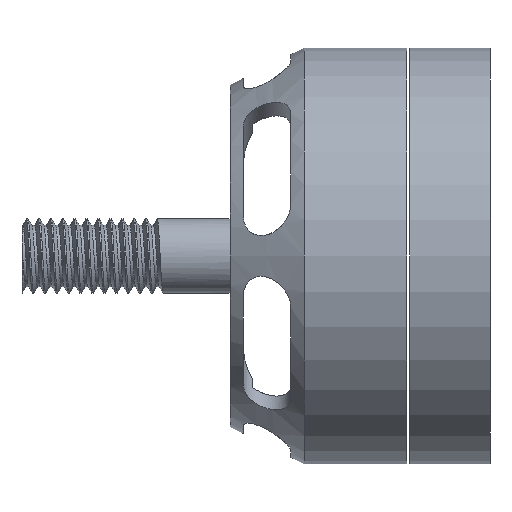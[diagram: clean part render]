
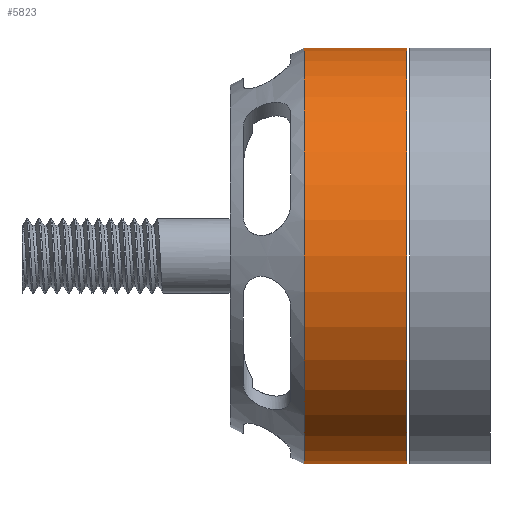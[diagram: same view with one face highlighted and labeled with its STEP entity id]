
A CAD part, left-side view. The second image highlights one B-rep face of the part: STEP entity #5823.
In plain terms, the highlighted cylindrical face has radius 14 mm (diameter 28 mm), a partial arc.
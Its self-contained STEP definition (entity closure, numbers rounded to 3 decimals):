
#263 = CIRCLE ( 'NONE', #3016, 14. ) ;
#463 = AXIS2_PLACEMENT_3D ( 'NONE', #6405, #2683, #3171 ) ;
#1452 = DIRECTION ( 'NONE',  ( 0., -1., 0. ) ) ;
#1478 = DIRECTION ( 'NONE',  ( 0., 0., 1. ) ) ;
#1495 = VERTEX_POINT ( 'NONE', #4251 ) ;
#2043 = CARTESIAN_POINT ( 'NONE',  ( 0., -17.5, 14. ) ) ;
#2129 = EDGE_CURVE ( 'NONE', #3352, #1495, #263, .T. ) ;
#2198 = ORIENTED_EDGE ( 'NONE', *, *, #4780, .T. ) ;
#2343 = CARTESIAN_POINT ( 'NONE',  ( 0., -17.5, -14. ) ) ;
#2521 = CARTESIAN_POINT ( 'NONE',  ( 0., -11.9, 0. ) ) ;
#2683 = DIRECTION ( 'NONE',  ( 0., 1., 0. ) ) ;
#2803 = VERTEX_POINT ( 'NONE', #4012 ) ;
#3016 = AXIS2_PLACEMENT_3D ( 'NONE', #2521, #1452, #1478 ) ;
#3171 = DIRECTION ( 'NONE',  ( 0., 0., 1. ) ) ;
#3257 = CYLINDRICAL_SURFACE ( 'NONE', #463, 14. ) ;
#3352 = VERTEX_POINT ( 'NONE', #6137 ) ;
#3623 = ORIENTED_EDGE ( 'NONE', *, *, #2129, .F. ) ;
#3887 = CARTESIAN_POINT ( 'NONE',  ( 0., -5., -14. ) ) ;
#3988 = CARTESIAN_POINT ( 'NONE',  ( 0., -5., 0. ) ) ;
#4012 = CARTESIAN_POINT ( 'NONE',  ( 0., -5., 14. ) ) ;
#4207 = ORIENTED_EDGE ( 'NONE', *, *, #4803, .F. ) ;
#4251 = CARTESIAN_POINT ( 'NONE',  ( 0., -11.9, -14. ) ) ;
#4286 = LINE ( 'NONE', #2343, #6791 ) ;
#4360 = EDGE_LOOP ( 'NONE', ( #4207, #3623, #6623, #2198 ) ) ;
#4503 = DIRECTION ( 'NONE',  ( 0., 0., 1. ) ) ;
#4710 = VERTEX_POINT ( 'NONE', #3887 ) ;
#4780 = EDGE_CURVE ( 'NONE', #2803, #4710, #5393, .T. ) ;
#4803 = EDGE_CURVE ( 'NONE', #1495, #4710, #4286, .T. ) ;
#4883 = FACE_OUTER_BOUND ( 'NONE', #4360, .T. ) ;
#4912 = LINE ( 'NONE', #2043, #6574 ) ;
#5062 = DIRECTION ( 'NONE',  ( 0., -1., 0. ) ) ;
#5393 = CIRCLE ( 'NONE', #5619, 14. ) ;
#5619 = AXIS2_PLACEMENT_3D ( 'NONE', #3988, #5062, #4503 ) ;
#5823 = ADVANCED_FACE ( 'NONE', ( #4883 ), #3257, .T. ) ;
#6129 = DIRECTION ( 'NONE',  ( 0., 1., 0. ) ) ;
#6137 = CARTESIAN_POINT ( 'NONE',  ( 0., -11.9, 14. ) ) ;
#6405 = CARTESIAN_POINT ( 'NONE',  ( 0., -17.5, 0. ) ) ;
#6574 = VECTOR ( 'NONE', #6949, 1000. ) ;
#6623 = ORIENTED_EDGE ( 'NONE', *, *, #6848, .T. ) ;
#6791 = VECTOR ( 'NONE', #6129, 1000. ) ;
#6848 = EDGE_CURVE ( 'NONE', #3352, #2803, #4912, .T. ) ;
#6949 = DIRECTION ( 'NONE',  ( 0., 1., 0. ) ) ;
